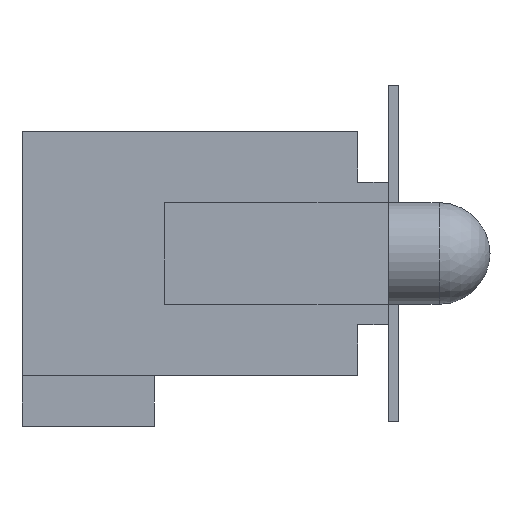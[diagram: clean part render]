
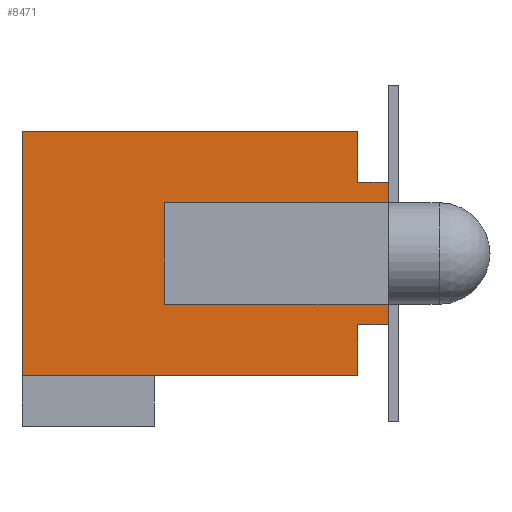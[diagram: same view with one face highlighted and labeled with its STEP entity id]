
A CAD part, left-side view. The second image highlights one B-rep face of the part: STEP entity #8471.
In plain terms, the highlighted planar face has unit normal (-1, 0, 0).
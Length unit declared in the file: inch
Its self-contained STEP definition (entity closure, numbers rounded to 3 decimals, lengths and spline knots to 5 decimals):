
#1339=ORIENTED_EDGE('',*,*,#3077,.T.);
#1340=ORIENTED_EDGE('',*,*,#3224,.F.);
#1341=ORIENTED_EDGE('',*,*,#3233,.T.);
#1342=ORIENTED_EDGE('',*,*,#3234,.T.);
#1343=ORIENTED_EDGE('',*,*,#3235,.F.);
#1344=ORIENTED_EDGE('',*,*,#3236,.F.);
#1345=ORIENTED_EDGE('',*,*,#3237,.T.);
#1346=ORIENTED_EDGE('',*,*,#3191,.T.);
#1347=ORIENTED_EDGE('',*,*,#3081,.T.);
#1348=ORIENTED_EDGE('',*,*,#3238,.T.);
#1349=ORIENTED_EDGE('',*,*,#3239,.F.);
#1350=ORIENTED_EDGE('',*,*,#3240,.F.);
#3077=EDGE_CURVE('',#4120,#4119,#4979,.T.);
#3081=EDGE_CURVE('',#4124,#4123,#4982,.T.);
#3191=EDGE_CURVE('',#4221,#4124,#5091,.T.);
#3224=EDGE_CURVE('',#4244,#4119,#5124,.T.);
#3233=EDGE_CURVE('',#4244,#4251,#5133,.T.);
#3234=EDGE_CURVE('',#4251,#4252,#5134,.T.);
#3235=EDGE_CURVE('',#4253,#4252,#5135,.T.);
#3236=EDGE_CURVE('',#4254,#4253,#5136,.T.);
#3237=EDGE_CURVE('',#4254,#4221,#5137,.T.);
#3238=EDGE_CURVE('',#4123,#4255,#5138,.T.);
#3239=EDGE_CURVE('',#4256,#4255,#5139,.T.);
#3240=EDGE_CURVE('',#4120,#4256,#5140,.T.);
#4119=VERTEX_POINT('',#12610);
#4120=VERTEX_POINT('',#12612);
#4123=VERTEX_POINT('',#12618);
#4124=VERTEX_POINT('',#12620);
#4221=VERTEX_POINT('',#12836);
#4244=VERTEX_POINT('',#12904);
#4251=VERTEX_POINT('',#12923);
#4252=VERTEX_POINT('',#12925);
#4253=VERTEX_POINT('',#12927);
#4254=VERTEX_POINT('',#12929);
#4255=VERTEX_POINT('',#12932);
#4256=VERTEX_POINT('',#12934);
#4979=LINE('',#12611,#6097);
#4982=LINE('',#12619,#6100);
#5091=LINE('',#12839,#6209);
#5124=LINE('',#12905,#6242);
#5133=LINE('',#12922,#6251);
#5134=LINE('',#12924,#6252);
#5135=LINE('',#12926,#6253);
#5136=LINE('',#12928,#6254);
#5137=LINE('',#12930,#6255);
#5138=LINE('',#12931,#6256);
#5139=LINE('',#12933,#6257);
#5140=LINE('',#12935,#6258);
#6097=VECTOR('',#10289,39.37008);
#6100=VECTOR('',#10294,39.37008);
#6209=VECTOR('',#10427,39.37008);
#6242=VECTOR('',#10482,39.37008);
#6251=VECTOR('',#10495,39.37008);
#6252=VECTOR('',#10496,39.37008);
#6253=VECTOR('',#10497,39.37008);
#6254=VECTOR('',#10498,39.37008);
#6255=VECTOR('',#10499,39.37008);
#6256=VECTOR('',#10500,39.37008);
#6257=VECTOR('',#10501,39.37008);
#6258=VECTOR('',#10502,39.37008);
#7023=EDGE_LOOP('',(#1339,#1340,#1341,#1342,#1343,#1344,#1345,#1346,#1347,
#1348,#1349,#1350));
#7541=FACE_BOUND('',#7023,.T.);
#7999=PLANE('',#9056);
#8471=ADVANCED_FACE('',(#7541),#7999,.T.);
#9056=AXIS2_PLACEMENT_3D('',#12921,#10493,#10494);
#10289=DIRECTION('',(0.,0.,1.));
#10294=DIRECTION('',(0.,0.,1.));
#10427=DIRECTION('',(0.,-1.,0.));
#10482=DIRECTION('',(0.,-1.,0.));
#10493=DIRECTION('',(-1.,0.,0.));
#10494=DIRECTION('',(0.,0.,1.));
#10495=DIRECTION('',(0.,0.,1.));
#10496=DIRECTION('',(0.,1.,0.));
#10497=DIRECTION('',(0.,0.,1.));
#10498=DIRECTION('',(0.,1.,0.));
#10499=DIRECTION('',(0.,0.,1.));
#10500=DIRECTION('',(0.,1.,0.));
#10501=DIRECTION('',(0.,0.,-1.));
#10502=DIRECTION('',(0.,1.,0.));
#12610=CARTESIAN_POINT('',(-0.2575,0.,0.035));
#12611=CARTESIAN_POINT('',(-0.2575,0.,0.025));
#12612=CARTESIAN_POINT('',(-0.2575,0.,0.025));
#12618=CARTESIAN_POINT('',(-0.2575,0.,-0.025));
#12619=CARTESIAN_POINT('',(-0.2575,0.,-0.06));
#12620=CARTESIAN_POINT('',(-0.2575,0.,-0.035));
#12836=CARTESIAN_POINT('',(-0.2575,0.015,-0.035));
#12839=CARTESIAN_POINT('',(-0.2575,0.015,-0.035));
#12904=CARTESIAN_POINT('',(-0.2575,0.015,0.035));
#12905=CARTESIAN_POINT('',(-0.2575,0.015,0.035));
#12921=CARTESIAN_POINT('',(-0.2575,0.,-0.06));
#12922=CARTESIAN_POINT('',(-0.2575,0.015,0.035));
#12923=CARTESIAN_POINT('',(-0.2575,0.015,0.06));
#12924=CARTESIAN_POINT('',(-0.2575,0.,0.06));
#12925=CARTESIAN_POINT('',(-0.2575,0.18,0.06));
#12926=CARTESIAN_POINT('',(-0.2575,0.18,-0.06));
#12927=CARTESIAN_POINT('',(-0.2575,0.18,-0.06));
#12928=CARTESIAN_POINT('',(-0.2575,0.,-0.06));
#12929=CARTESIAN_POINT('',(-0.2575,0.015,-0.06));
#12930=CARTESIAN_POINT('',(-0.2575,0.015,-0.06));
#12931=CARTESIAN_POINT('',(-0.2575,0.,-0.025));
#12932=CARTESIAN_POINT('',(-0.2575,0.11,-0.025));
#12933=CARTESIAN_POINT('',(-0.2575,0.11,0.12));
#12934=CARTESIAN_POINT('',(-0.2575,0.11,0.025));
#12935=CARTESIAN_POINT('',(-0.2575,0.,0.025));
